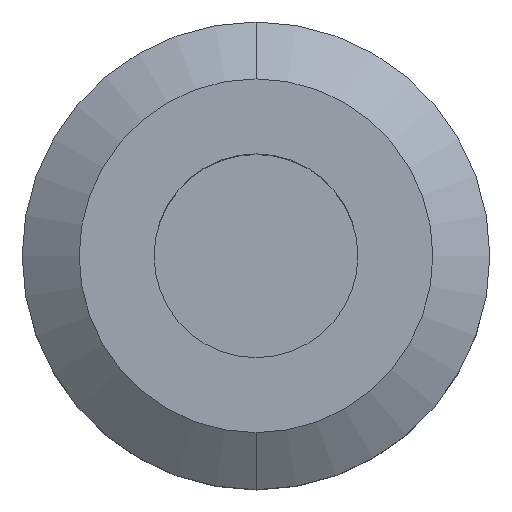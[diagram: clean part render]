
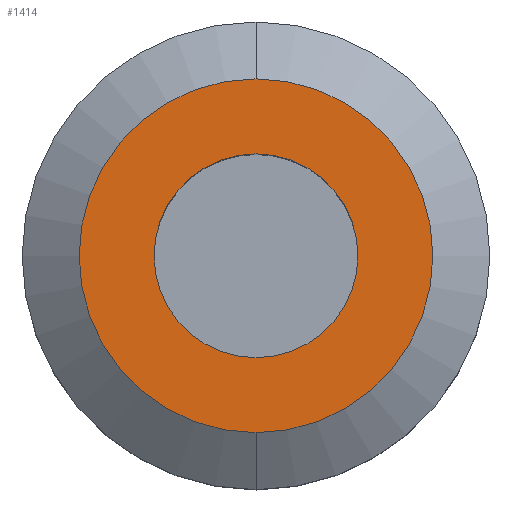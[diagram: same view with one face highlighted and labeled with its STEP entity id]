
A CAD part, top view. The second image highlights one B-rep face of the part: STEP entity #1414.
In plain terms, the highlighted planar face has unit normal (0, 0, 1).
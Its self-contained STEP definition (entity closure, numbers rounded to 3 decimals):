
#57 = CARTESIAN_POINT ( 'NONE',  ( 0., 29.5, 100. ) ) ;
#141 = VERTEX_POINT ( 'NONE', #1618 ) ;
#185 = CIRCLE ( 'NONE', #1387, 29.5 ) ;
#231 = DIRECTION ( 'NONE',  ( 0., 0., -1. ) ) ;
#307 = AXIS2_PLACEMENT_3D ( 'NONE', #594, #484, #1130 ) ;
#420 = FACE_BOUND ( 'NONE', #1627, .T. ) ;
#429 = CARTESIAN_POINT ( 'NONE',  ( 0., 29.5, 100. ) ) ;
#484 = DIRECTION ( 'NONE',  ( 0., 0., -1. ) ) ;
#522 = DIRECTION ( 'NONE',  ( 0., 0., -1. ) ) ;
#542 = PLANE ( 'NONE',  #1483 ) ;
#560 = DIRECTION ( 'NONE',  ( 0., 0., 1. ) ) ;
#564 = EDGE_CURVE ( 'NONE', #941, #1058, #185, .T. ) ;
#581 = VERTEX_POINT ( 'NONE', #1073 ) ;
#594 = CARTESIAN_POINT ( 'NONE',  ( 0., 0., 100. ) ) ;
#645 = AXIS2_PLACEMENT_3D ( 'NONE', #893, #231, #1419 ) ;
#749 = ORIENTED_EDGE ( 'NONE', *, *, #564, .F. ) ;
#765 = ORIENTED_EDGE ( 'NONE', *, *, #1643, .T. ) ;
#805 = ORIENTED_EDGE ( 'NONE', *, *, #1301, .F. ) ;
#824 = DIRECTION ( 'NONE',  ( 0., -1., 0. ) ) ;
#893 = CARTESIAN_POINT ( 'NONE',  ( 0., 0., 100. ) ) ;
#903 = CARTESIAN_POINT ( 'NONE',  ( 0., -29.5, 100. ) ) ;
#941 = VERTEX_POINT ( 'NONE', #57 ) ;
#993 = CIRCLE ( 'NONE', #645, 29.5 ) ;
#1046 = FACE_OUTER_BOUND ( 'NONE', #1293, .T. ) ;
#1058 = VERTEX_POINT ( 'NONE', #903 ) ;
#1073 = CARTESIAN_POINT ( 'NONE',  ( 17., 0., 100. ) ) ;
#1096 = EDGE_CURVE ( 'NONE', #581, #141, #1641, .T. ) ;
#1130 = DIRECTION ( 'NONE',  ( -1., 0., 0. ) ) ;
#1184 = AXIS2_PLACEMENT_3D ( 'NONE', #1206, #522, #1595 ) ;
#1206 = CARTESIAN_POINT ( 'NONE',  ( 0., 0., 100. ) ) ;
#1293 = EDGE_LOOP ( 'NONE', ( #749, #805 ) ) ;
#1301 = EDGE_CURVE ( 'NONE', #1058, #941, #993, .T. ) ;
#1339 = DIRECTION ( 'NONE',  ( 0., 1., 0. ) ) ;
#1387 = AXIS2_PLACEMENT_3D ( 'NONE', #1599, #1613, #1339 ) ;
#1404 = CIRCLE ( 'NONE', #307, 17. ) ;
#1414 = ADVANCED_FACE ( 'NONE', ( #420, #1046 ), #542, .T. ) ;
#1419 = DIRECTION ( 'NONE',  ( 0., 1., 0. ) ) ;
#1483 = AXIS2_PLACEMENT_3D ( 'NONE', #429, #560, #824 ) ;
#1595 = DIRECTION ( 'NONE',  ( -1., 0., 0. ) ) ;
#1599 = CARTESIAN_POINT ( 'NONE',  ( 0., 0., 100. ) ) ;
#1613 = DIRECTION ( 'NONE',  ( 0., 0., -1. ) ) ;
#1618 = CARTESIAN_POINT ( 'NONE',  ( -17., 0., 100. ) ) ;
#1627 = EDGE_LOOP ( 'NONE', ( #765, #1652 ) ) ;
#1641 = CIRCLE ( 'NONE', #1184, 17. ) ;
#1643 = EDGE_CURVE ( 'NONE', #141, #581, #1404, .T. ) ;
#1652 = ORIENTED_EDGE ( 'NONE', *, *, #1096, .T. ) ;
